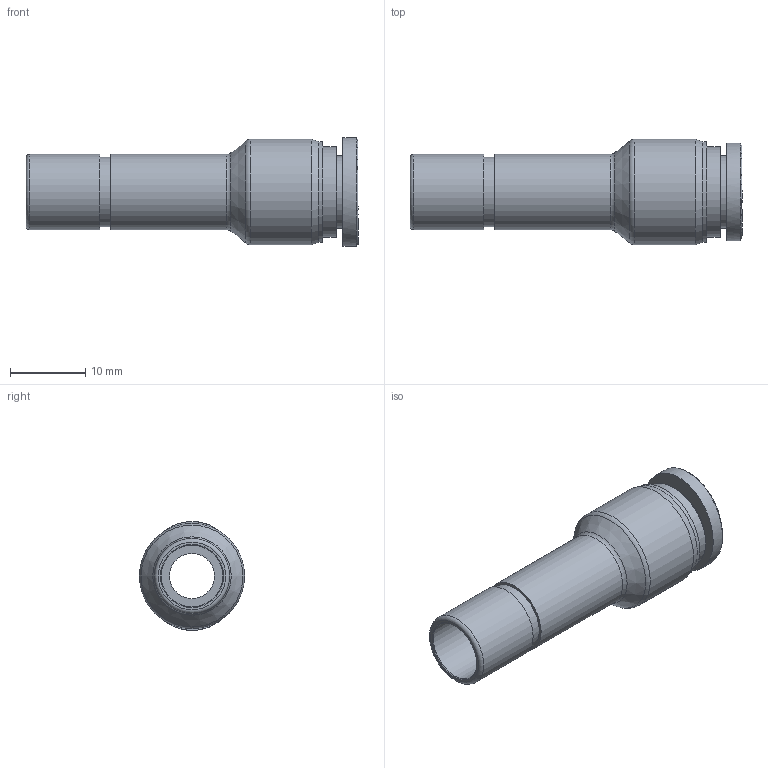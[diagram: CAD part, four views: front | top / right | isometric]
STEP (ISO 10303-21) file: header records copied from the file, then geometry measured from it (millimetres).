
FILE_DESCRIPTION((''),'2;1');
FILE_NAME('F-PGJ 1008.stp','2020-11-24T17:15:12',('Administrator'),(''),'Autodesk Inventor 2013','Autodesk Inventor 2013','');
FILE_SCHEMA(('CONFIG_CONTROL_DESIGN'));
Length unit declared in the file: millimetre
Products named in the file (3): 조립품8; F-PGJ 1008 BODY; F-SLEEVE 08(SUS)
Assembly tree (2 placements, depth 2):
  조립품8
    F-PGJ 1008 BODY
    F-SLEEVE 08(SUS)
Bounding box: 44.2 x 14 x 14.5 mm (x, y, z)
Volume: 2169.8 mm3; surface area: 3163.7 mm2
Topology: 2 solids, 2 shells, 194 faces, 503 edges, 333 vertices
Faces by surface type: plane 88, bspline 87, cylinder 11, cone 5, torus 3
Full cylindrical faces by diameter (mm): 6 x1, 8.15 x1, 8.2 x2, 9.3 x1, 9.6 x1, 10 x2, 12 x1, 13.4 x1, 14 x1
Entity records: 6038 total; most frequent: CARTESIAN_POINT 1870, ORIENTED_EDGE 958, DIRECTION 560, EDGE_CURVE 479, VERTEX_POINT 329, VECTOR 278, LINE 278, EDGE_LOOP 238
